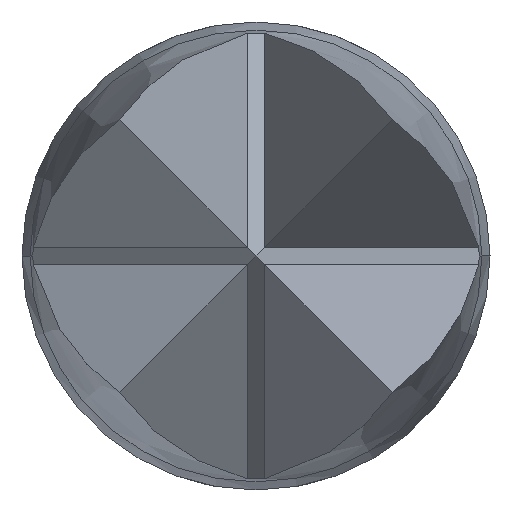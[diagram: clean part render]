
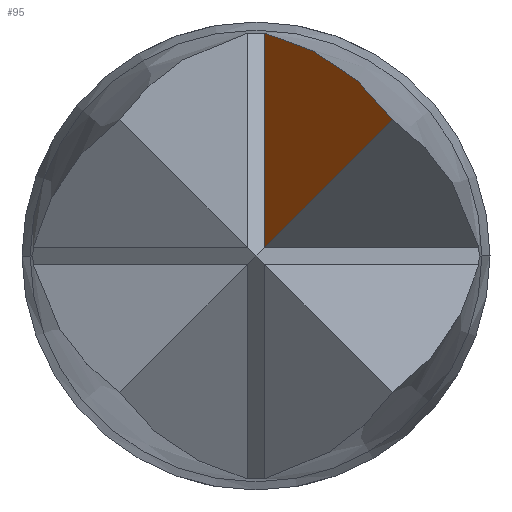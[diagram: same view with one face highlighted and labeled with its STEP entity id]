
A CAD part, left-side view. The second image highlights one B-rep face of the part: STEP entity #95.
In plain terms, the highlighted planar face has unit normal (-0.353, 0.866, 0.354).
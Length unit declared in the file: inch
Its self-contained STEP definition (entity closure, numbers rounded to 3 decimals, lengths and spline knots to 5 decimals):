
#32 = EDGE_CURVE ( 'NONE', #207, #163, #112, .T. ) ;
#34 = EDGE_CURVE ( 'NONE', #178, #207, #115, .T. ) ;
#50 = EDGE_CURVE ( 'NONE', #163, #178, #809, .T. ) ;
#95 = ADVANCED_FACE ( 'NONE', ( #484 ), #302, .F. ) ;
#109 = VECTOR ( 'NONE', #741, 39.37008 ) ;
#112 = LINE ( 'NONE', #696, #114 ) ;
#114 = VECTOR ( 'NONE', #675, 39.37008 ) ;
#115 = LINE ( 'NONE', #737, #109 ) ;
#163 = VERTEX_POINT ( 'NONE', #309 ) ;
#178 = VERTEX_POINT ( 'NONE', #247 ) ;
#199 = EDGE_LOOP ( 'NONE', ( #558, #589, #568 ) ) ;
#207 = VERTEX_POINT ( 'NONE', #290 ) ;
#247 = CARTESIAN_POINT ( 'NONE',  ( -0.26652, -0.0015, 0.0381 ) ) ;
#290 = CARTESIAN_POINT ( 'NONE',  ( -0.30332, -0.0015, 0.0015 ) ) ;
#302 = PLANE ( 'NONE',  #553 ) ;
#309 = CARTESIAN_POINT ( 'NONE',  ( -0.335, -0.02333, 0.02333 ) ) ;
#321 = DIRECTION ( 'NONE',  ( 0., 0.379, -0.925 ) ) ;
#345 = DIRECTION ( 'NONE',  ( 0.353, -0.866, -0.355 ) ) ;
#409 = CARTESIAN_POINT ( 'NONE',  ( 0.31729, -0.03125, 0.69133 ) ) ;
#484 = FACE_OUTER_BOUND ( 'NONE', #199, .T. ) ;
#553 = AXIS2_PLACEMENT_3D ( 'NONE', #409, #345, #321 ) ;
#558 = ORIENTED_EDGE ( 'NONE', *, *, #50, .T. ) ;
#568 = ORIENTED_EDGE ( 'NONE', *, *, #32, .T. ) ;
#589 = ORIENTED_EDGE ( 'NONE', *, *, #34, .T. ) ;
#675 = DIRECTION ( 'NONE',  ( -0.716, -0.494, 0.494 ) ) ;
#696 = CARTESIAN_POINT ( 'NONE',  ( -0.23943, 0.04254, -0.04254 ) ) ;
#709 = CARTESIAN_POINT ( 'NONE',  ( -0.26652, -0.0015, 0.0381 ) ) ;
#737 = CARTESIAN_POINT ( 'NONE',  ( 0.35362, -0.0015, 0.65479 ) ) ;
#741 = DIRECTION ( 'NONE',  ( -0.709, 0., -0.705 ) ) ;
#754 = CARTESIAN_POINT ( 'NONE',  ( -0.31451, -0.01805, 0.03079 ) ) ;
#767 = CARTESIAN_POINT ( 'NONE',  ( -0.29064, -0.01044, 0.03594 ) ) ;
#776 = CARTESIAN_POINT ( 'NONE',  ( -0.335, -0.02333, 0.02333 ) ) ;
#809 =( BOUNDED_CURVE ( )  B_SPLINE_CURVE ( 3, ( #776, #754, #767, #709 ),
 .UNSPECIFIED., .F., .F. ) 
 B_SPLINE_CURVE_WITH_KNOTS ( ( 4, 4 ),
 ( 4.1377, 4.86678 ),
 .UNSPECIFIED. ) 
 CURVE ( )  GEOMETRIC_REPRESENTATION_ITEM ( )  RATIONAL_B_SPLINE_CURVE ( ( 1., 0.956, 0.956, 1. ) ) 
 REPRESENTATION_ITEM ( '' )  );
